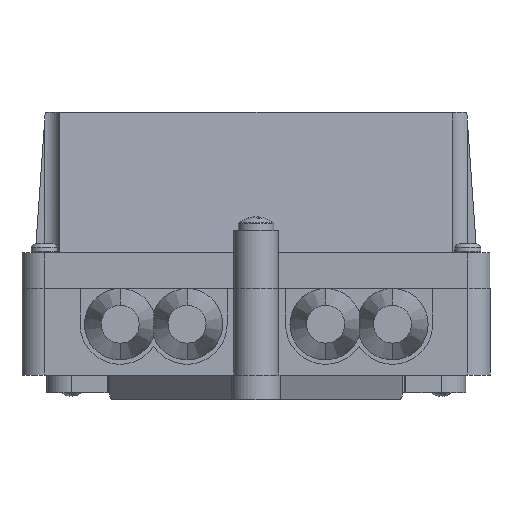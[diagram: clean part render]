
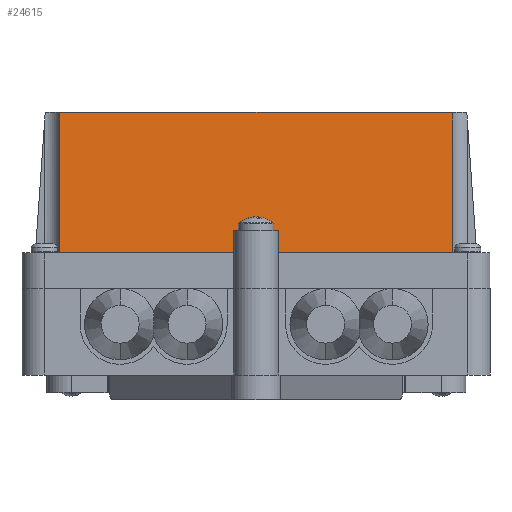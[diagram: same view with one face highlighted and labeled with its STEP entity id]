
A CAD part, front view. The second image highlights one B-rep face of the part: STEP entity #24615.
In plain terms, the highlighted planar face has unit normal (0, -0.998, 0.07).
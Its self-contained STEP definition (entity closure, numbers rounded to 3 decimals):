
#77 = CARTESIAN_POINT ( 'NONE',  ( -43.171, -21.964, 28.601 ) ) ;
#453 = EDGE_CURVE ( 'NONE', #40675, #31597, #41665, .T. ) ;
#1120 = EDGE_CURVE ( 'NONE', #10122, #33142, #14548, .T. ) ;
#1294 = AXIS2_PLACEMENT_3D ( 'NONE', #24997, #28268, #8815 ) ;
#1953 = ORIENTED_EDGE ( 'NONE', *, *, #32689, .F. ) ;
#2416 = DIRECTION ( 'NONE',  ( 0., 0.07, 0.998 ) ) ;
#3135 = ORIENTED_EDGE ( 'NONE', *, *, #30590, .F. ) ;
#3479 = CARTESIAN_POINT ( 'NONE',  ( -43.177, -21.762, 31.5 ) ) ;
#4131 = CARTESIAN_POINT ( 'NONE',  ( 44.835, -21.762, 31.5 ) ) ;
#4929 = ORIENTED_EDGE ( 'NONE', *, *, #14806, .T. ) ;
#5064 = VECTOR ( 'NONE', #15729, 1000. ) ;
#5606 = CARTESIAN_POINT ( 'NONE',  ( -4.171, -23.964, 0. ) ) ;
#6075 = VECTOR ( 'NONE', #9970, 1000. ) ;
#6923 = VERTEX_POINT ( 'NONE', #18285 ) ;
#7395 = CARTESIAN_POINT ( 'NONE',  ( 44.831, -21.829, 30.535 ) ) ;
#7934 = LINE ( 'NONE', #26960, #40455 ) ;
#8198 = VERTEX_POINT ( 'NONE', #17954 ) ;
#8815 = DIRECTION ( 'NONE',  ( 0., -0.07, -0.998 ) ) ;
#9335 = ORIENTED_EDGE ( 'NONE', *, *, #24054, .T. ) ;
#9679 = EDGE_CURVE ( 'NONE', #6923, #38602, #13376, .T. ) ;
#9970 = DIRECTION ( 'NONE',  ( 0., -0.07, -0.998 ) ) ;
#10122 = VERTEX_POINT ( 'NONE', #37188 ) ;
#10662 = CARTESIAN_POINT ( 'NONE',  ( 44.829, -21.964, 28.601 ) ) ;
#10794 = DIRECTION ( 'NONE',  ( 0., -0.07, -0.998 ) ) ;
#11442 = ORIENTED_EDGE ( 'NONE', *, *, #453, .T. ) ;
#11952 = LINE ( 'NONE', #31406, #18572 ) ;
#12193 = DIRECTION ( 'NONE',  ( 0., -0.07, -0.998 ) ) ;
#12373 = CARTESIAN_POINT ( 'NONE',  ( 44.835, -21.762, 31.5 ) ) ;
#13376 = LINE ( 'NONE', #18324, #29700 ) ;
#14548 = LINE ( 'NONE', #15258, #31892 ) ;
#14806 = EDGE_CURVE ( 'NONE', #19547, #40675, #15716, .T. ) ;
#15258 = CARTESIAN_POINT ( 'NONE',  ( 0., -21.762, 31.5 ) ) ;
#15716 = LINE ( 'NONE', #19630, #6075 ) ;
#15729 = DIRECTION ( 'NONE',  ( 1., 0., 0. ) ) ;
#15735 = CARTESIAN_POINT ( 'NONE',  ( 5.829, -23.615, 5. ) ) ;
#17739 = CARTESIAN_POINT ( 'NONE',  ( -48.671, -23.964, 0. ) ) ;
#17954 = CARTESIAN_POINT ( 'NONE',  ( -43.171, -23.964, 0. ) ) ;
#18093 = VECTOR ( 'NONE', #2416, 1000. ) ;
#18285 = CARTESIAN_POINT ( 'NONE',  ( -4.171, -23.615, 5. ) ) ;
#18324 = CARTESIAN_POINT ( 'NONE',  ( -4.171, -23.964, 0. ) ) ;
#18572 = VECTOR ( 'NONE', #38068, 1000. ) ;
#18603 = CARTESIAN_POINT ( 'NONE',  ( -43.171, -23.964, 0. ) ) ;
#18664 = VERTEX_POINT ( 'NONE', #37169 ) ;
#18710 = CARTESIAN_POINT ( 'NONE',  ( 5.829, -23.964, 0. ) ) ;
#19547 = VERTEX_POINT ( 'NONE', #15735 ) ;
#19630 = CARTESIAN_POINT ( 'NONE',  ( 5.829, -24.555, -8.448 ) ) ;
#20481 = ORIENTED_EDGE ( 'NONE', *, *, #9679, .F. ) ;
#21028 = DIRECTION ( 'NONE',  ( 1., 0., 0. ) ) ;
#21335 = CARTESIAN_POINT ( 'NONE',  ( 44.829, -23.964, 0. ) ) ;
#21729 = PLANE ( 'NONE',  #1294 ) ;
#22903 = CARTESIAN_POINT ( 'NONE',  ( -43.173, -21.829, 30.535 ) ) ;
#24054 = EDGE_CURVE ( 'NONE', #8198, #38602, #31015, .T. ) ;
#24329 = VECTOR ( 'NONE', #21028, 1000. ) ;
#24615 = ADVANCED_FACE ( 'NONE', ( #33488 ), #21729, .T. ) ;
#24997 = CARTESIAN_POINT ( 'NONE',  ( -48.671, -23.964, 0. ) ) ;
#25252 = ORIENTED_EDGE ( 'NONE', *, *, #34343, .F. ) ;
#25480 =( BOUNDED_CURVE ( )  B_SPLINE_CURVE ( 3, ( #4131, #7395, #30136, #10662 ),
 .UNSPECIFIED., .F., .T. ) 
 B_SPLINE_CURVE_WITH_KNOTS ( ( 4, 4 ),
 ( 4.654, 4.712 ),
 .UNSPECIFIED. ) 
 CURVE ( )  GEOMETRIC_REPRESENTATION_ITEM ( )  RATIONAL_B_SPLINE_CURVE ( ( 1., 1., 1., 1. ) ) 
 REPRESENTATION_ITEM ( '' )  );
#25832 = ORIENTED_EDGE ( 'NONE', *, *, #26069, .F. ) ;
#26069 = EDGE_CURVE ( 'NONE', #18664, #31597, #7934, .T. ) ;
#26233 = CARTESIAN_POINT ( 'NONE',  ( -43.171, -21.964, 28.601 ) ) ;
#26733 = LINE ( 'NONE', #18603, #18093 ) ;
#26960 = CARTESIAN_POINT ( 'NONE',  ( 44.829, -23.964, 0. ) ) ;
#27260 = VERTEX_POINT ( 'NONE', #26233 ) ;
#27657 = EDGE_LOOP ( 'NONE', ( #1953, #25252, #9335, #20481, #36042, #4929, #11442, #25832, #3135, #38209 ) ) ;
#28268 = DIRECTION ( 'NONE',  ( 0., -0.998, 0.07 ) ) ;
#28316 =( BOUNDED_CURVE ( )  B_SPLINE_CURVE ( 3, ( #77, #35875, #22903, #3479 ),
 .UNSPECIFIED., .F., .F. ) 
 B_SPLINE_CURVE_WITH_KNOTS ( ( 4, 4 ),
 ( 1.571, 1.629 ),
 .UNSPECIFIED. ) 
 CURVE ( )  GEOMETRIC_REPRESENTATION_ITEM ( )  RATIONAL_B_SPLINE_CURVE ( ( 1., 1., 1., 1. ) ) 
 REPRESENTATION_ITEM ( '' )  );
#29700 = VECTOR ( 'NONE', #12193, 1000. ) ;
#30136 = CARTESIAN_POINT ( 'NONE',  ( 44.829, -21.897, 29.568 ) ) ;
#30590 = EDGE_CURVE ( 'NONE', #33142, #18664, #25480, .T. ) ;
#30836 = EDGE_CURVE ( 'NONE', #19547, #6923, #11952, .T. ) ;
#31015 = LINE ( 'NONE', #31978, #5064 ) ;
#31406 = CARTESIAN_POINT ( 'NONE',  ( 48.329, -23.615, 5. ) ) ;
#31597 = VERTEX_POINT ( 'NONE', #21335 ) ;
#31892 = VECTOR ( 'NONE', #38027, 1000. ) ;
#31978 = CARTESIAN_POINT ( 'NONE',  ( -48.671, -23.964, 0. ) ) ;
#32689 = EDGE_CURVE ( 'NONE', #27260, #10122, #28316, .T. ) ;
#33142 = VERTEX_POINT ( 'NONE', #12373 ) ;
#33488 = FACE_OUTER_BOUND ( 'NONE', #27657, .T. ) ;
#34343 = EDGE_CURVE ( 'NONE', #8198, #27260, #26733, .T. ) ;
#35875 = CARTESIAN_POINT ( 'NONE',  ( -43.171, -21.897, 29.568 ) ) ;
#36042 = ORIENTED_EDGE ( 'NONE', *, *, #30836, .F. ) ;
#37169 = CARTESIAN_POINT ( 'NONE',  ( 44.829, -21.964, 28.601 ) ) ;
#37188 = CARTESIAN_POINT ( 'NONE',  ( -43.177, -21.762, 31.5 ) ) ;
#38027 = DIRECTION ( 'NONE',  ( 1., 0., 0. ) ) ;
#38068 = DIRECTION ( 'NONE',  ( -1., 0., 0. ) ) ;
#38209 = ORIENTED_EDGE ( 'NONE', *, *, #1120, .F. ) ;
#38602 = VERTEX_POINT ( 'NONE', #5606 ) ;
#40455 = VECTOR ( 'NONE', #10794, 1000. ) ;
#40675 = VERTEX_POINT ( 'NONE', #18710 ) ;
#41665 = LINE ( 'NONE', #17739, #24329 ) ;
